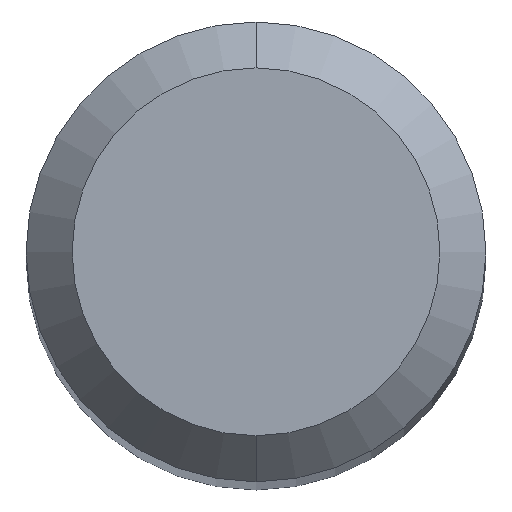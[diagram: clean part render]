
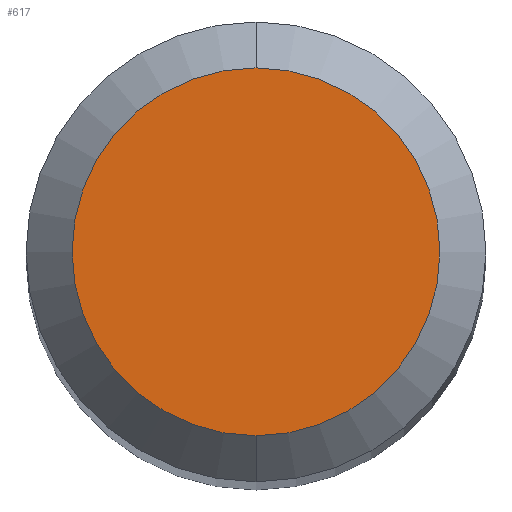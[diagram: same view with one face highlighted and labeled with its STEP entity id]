
A CAD part, top view. The second image highlights one B-rep face of the part: STEP entity #617.
In plain terms, the highlighted planar face has unit normal (0, 0, 1).
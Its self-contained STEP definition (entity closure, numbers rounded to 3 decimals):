
#419=EDGE_CURVE('',#703,#821,#1062,.T.);
#617=ADVANCED_FACE('',(#1276),#1277,.T.);
#703=VERTEX_POINT('',#1374);
#821=VERTEX_POINT('',#1504);
#915=EDGE_CURVE('',#821,#703,#1606,.T.);
#1062=CIRCLE('',#1885,1.2);
#1276=FACE_OUTER_BOUND('',#4063,.T.);
#1277=PLANE('',#4064);
#1374=CARTESIAN_POINT('',(0.,-1.2,0.0));
#1504=CARTESIAN_POINT('',(0.0,1.2,0.0));
#1606=CIRCLE('',#5525,1.2);
#1885=AXIS2_PLACEMENT_3D('',#5878,#5879,#5880);
#4063=EDGE_LOOP('',(#6116,#6117));
#4064=AXIS2_PLACEMENT_3D('',#6118,#6119,#6120);
#5525=AXIS2_PLACEMENT_3D('',#6463,#6464,#6465);
#5878=CARTESIAN_POINT('',(0.0,0.0,0.0));
#5879=DIRECTION('',(0.0,0.0,-1.0));
#5880=DIRECTION('',(0.0,1.0,0.0));
#6116=ORIENTED_EDGE('',*,*,#915,.F.);
#6117=ORIENTED_EDGE('',*,*,#419,.F.);
#6118=CARTESIAN_POINT('',(0.0,0.6,0.0));
#6119=DIRECTION('',(-0.0,0.0,1.0));
#6120=DIRECTION('',(0.0,-1.0,0.0));
#6463=CARTESIAN_POINT('',(0.0,0.0,0.0));
#6464=DIRECTION('',(0.0,0.0,-1.0));
#6465=DIRECTION('',(0.0,1.0,0.0));
